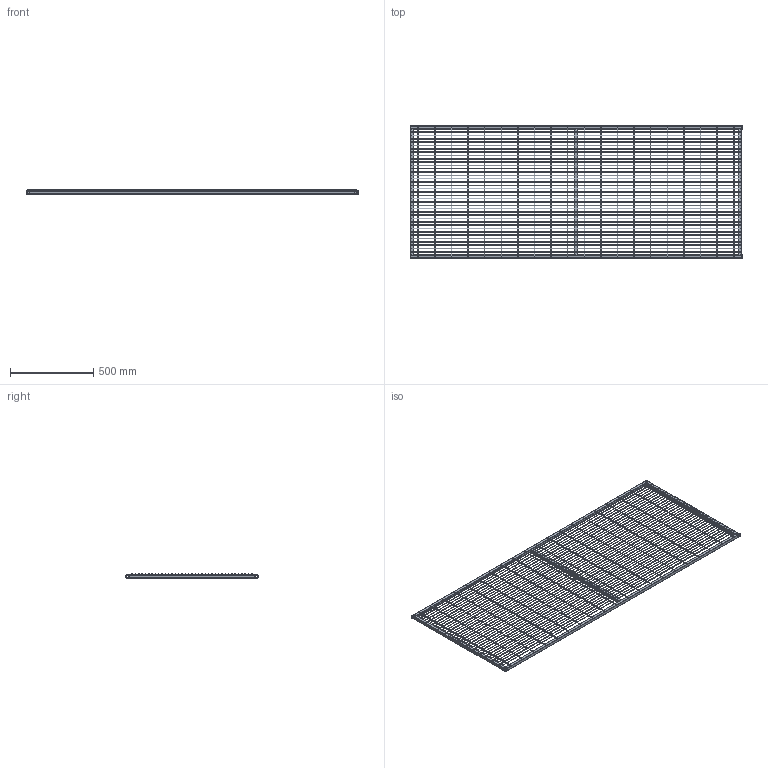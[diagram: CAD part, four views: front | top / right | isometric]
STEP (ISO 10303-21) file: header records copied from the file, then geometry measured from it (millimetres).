
FILE_DESCRIPTION (( 'STEP AP214' ), '1' );
FILE_NAME ('SRF_C_800_3_B.STEP', '2018-01-25T12:32:12', ( '' ), ( '' ), 'SwSTEP 2.0', 'SolidWorks 2018', '' );
FILE_SCHEMA (( 'AUTOMOTIVE_DESIGN' ));
Length unit declared in the file: millimetre
Products named in the file (1): SRF_C_800_3_B
Bounding box: 1999 x 795 x 26 mm (x, y, z)
Volume: 1012317.8 mm3; surface area: 1775595.9 mm2
Topology: 66 solids, 66 shells, 630 faces, 1434 edges, 956 vertices
Faces by surface type: cylinder 326, plane 304
Entity records: 25535 total; most frequent: DIRECTION 3348, CARTESIAN_POINT 3021, ORIENTED_EDGE 2868, EDGE_CURVE 1434, AXIS2_PLACEMENT_3D 1283, VERTEX_POINT 956, LINE 782, VECTOR 782
